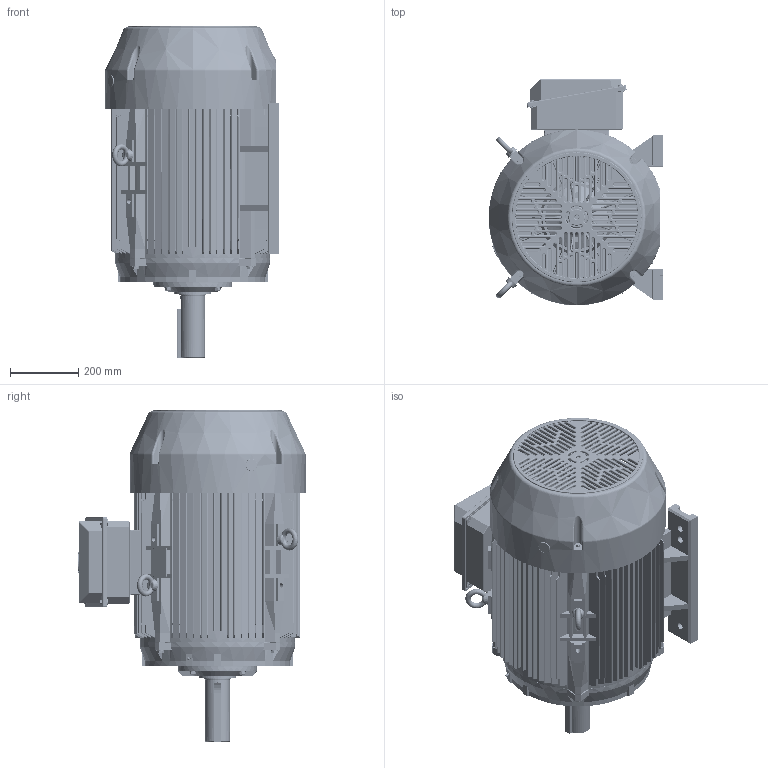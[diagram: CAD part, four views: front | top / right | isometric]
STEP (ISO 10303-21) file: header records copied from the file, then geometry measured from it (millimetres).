
FILE_DESCRIPTION (( 'STEP AP203' ), '1' );
FILE_NAME ('841-404-405T 俋倛芞F1.STEP', '2019-04-25T02:51:56', ( 'abc' ), ( '' ), 'SwSTEP 2.0', 'SolidWorks 2008', '' );
FILE_SCHEMA (( 'CONFIG_CONTROL_DESIGN' ));
Products named in the file (31): 放油嘴_默认; 841-404-405T 俋倛芞F1; TC250B3后端盖（TFC400T后端盖）_默认; 404（5）T转轴8HMN.200.019_默认; 6314_默认; 6316_默认; TFC400T(4极) B3前端盖_默认; IE2 250-4P 风叶_默认; 吊环M16_默认; 10_默认; 12_默认; 铜油嘴_默认; TFC 400T 机座_默认; TFC 400T 平键_默认; 装配体1_默认; TFC400T-盖_默认; M6-10_默认; 400T接线盒座垫_默认; 250后端盖螺栓_默认; M8-30_默认; 841-440TS 轴承外盖与400T前_默认; 405T 转子_默认; TC 250 轴承外盖NDE_默认; 油封70-95-10_默认; M10-80_默认; 扣塞_默认; M12-45_默认; TFC400T-座 _默认; NEMA 400接线盒座、盖垫_默认; 迷宫式油封80-100-16_默认; TX 250铸铁风罩3_默认
Assembly tree (52 placements, depth 3):
  841-404-405T 俋倛芞F1
    M10-80_默认  x4
    405T 转子_默认
      6314_默认
      6316_默认
      404（5）T转轴8HMN.200.019_默认
    12_默认  x4
    M12-45_默认  x4
    M8-30_默认  x4
    10_默认  x4
    油封70-95-10_默认
    250后端盖螺栓_默认  x4
    TC250B3后端盖（TFC400T后端盖）_默认
    IE2 250-4P 风叶_默认
    400T接线盒座垫_默认
    TFC 400T 平键_默认
    装配体1_默认
      M6-10_默认  x4
      NEMA 400接线盒座、盖垫_默认
      TFC400T-座 _默认
      TFC400T-盖_默认
    TX 250铸铁风罩3_默认
    吊环M16_默认  x2
    841-440TS 轴承外盖与400T前_默认
    扣塞_默认
    迷宫式油封80-100-16_默认
    TFC 400T 机座_默认
    TC 250 轴承外盖NDE_默认
    TFC400T(4极) B3前端盖_默认
    放油嘴_默认
    铜油嘴_默认
Bounding box: 512 x 665.65 x 973.35 mm (x, y, z)
Volume: 30577726.2 mm3; surface area: 6344090.2 mm2
Topology: 51 solids, 56 shells, 5454 faces, 14242 edges, 8807 vertices
Faces by surface type: plane 2045, cylinder 1702, torus 835, bspline 476, cone 326, sphere 70
Entity records: 190132 total; most frequent: CARTESIAN_POINT 64937, ORIENTED_EDGE 26156, DIRECTION 24872, EDGE_CURVE 13078, AXIS2_PLACEMENT_3D 9588, VERTEX_POINT 8163, LINE 5696, VECTOR 5696
